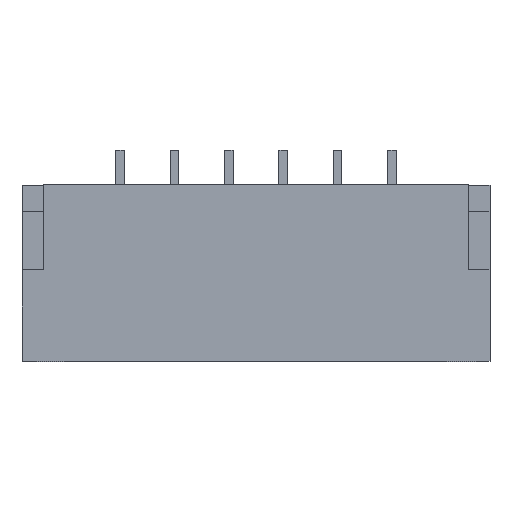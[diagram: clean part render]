
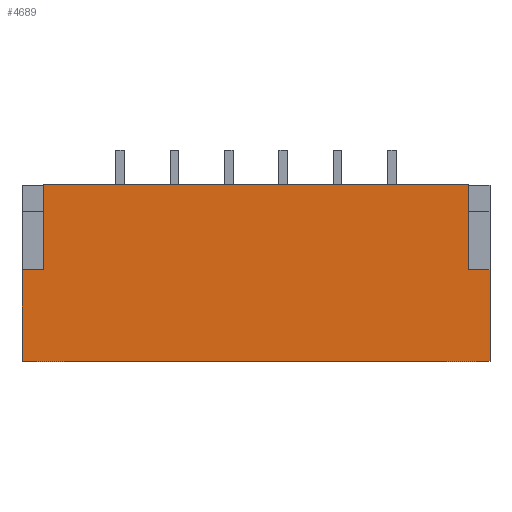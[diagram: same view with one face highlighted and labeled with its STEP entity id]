
A CAD part, top view. The second image highlights one B-rep face of the part: STEP entity #4689.
In plain terms, the highlighted planar face has unit normal (0, 0, 1).
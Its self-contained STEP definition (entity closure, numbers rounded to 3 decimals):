
#1012 = PLANE('',#1013);
#1013 = AXIS2_PLACEMENT_3D('',#1014,#1015,#1016);
#1014 = CARTESIAN_POINT('',(-5.375,-2.75,0.1));
#1015 = DIRECTION('',(1.,0.,0.));
#1016 = DIRECTION('',(0.,1.,0.));
#1040 = PLANE('',#1041);
#1041 = AXIS2_PLACEMENT_3D('',#1042,#1043,#1044);
#1042 = CARTESIAN_POINT('',(5.375,1.3,0.1));
#1043 = DIRECTION('',(0.,-1.,0.));
#1044 = DIRECTION('',(1.,0.,0.));
#1068 = PLANE('',#1069);
#1069 = AXIS2_PLACEMENT_3D('',#1070,#1071,#1072);
#1070 = CARTESIAN_POINT('',(5.375,-2.75,0.1));
#1071 = DIRECTION('',(-1.,0.,0.));
#1072 = DIRECTION('',(0.,-1.,0.));
#3160 = VERTEX_POINT('',#3161);
#3161 = CARTESIAN_POINT('',(5.375,-0.65,4.35));
#3175 = PLANE('',#3176);
#3176 = AXIS2_PLACEMENT_3D('',#3177,#3178,#3179);
#3177 = CARTESIAN_POINT('',(4.875,-0.65,4.35));
#3178 = DIRECTION('',(0.,-1.,0.));
#3179 = DIRECTION('',(1.,0.,0.));
#3187 = EDGE_CURVE('',#3188,#3160,#3190,.T.);
#3188 = VERTEX_POINT('',#3189);
#3189 = CARTESIAN_POINT('',(5.375,-2.75,4.35));
#3190 = SURFACE_CURVE('',#3191,(#3195,#3202),.PCURVE_S1.);
#3191 = LINE('',#3192,#3193);
#3192 = CARTESIAN_POINT('',(5.375,-2.75,4.35));
#3193 = VECTOR('',#3194,1.);
#3194 = DIRECTION('',(0.,1.,0.));
#3195 = PCURVE('',#1068,#3196);
#3196 = DEFINITIONAL_REPRESENTATION('',(#3197),#3201);
#3197 = LINE('',#3198,#3199);
#3198 = CARTESIAN_POINT('',(0.,4.25));
#3199 = VECTOR('',#3200,1.);
#3200 = DIRECTION('',(-1.,0.));
#3201 = ( GEOMETRIC_REPRESENTATION_CONTEXT(2) 
PARAMETRIC_REPRESENTATION_CONTEXT() REPRESENTATION_CONTEXT('2D SPACE',''
  ) );
#3202 = PCURVE('',#3203,#3208);
#3203 = PLANE('',#3204);
#3204 = AXIS2_PLACEMENT_3D('',#3205,#3206,#3207);
#3205 = CARTESIAN_POINT('',(5.375,-2.75,4.35));
#3206 = DIRECTION('',(0.,0.,-1.));
#3207 = DIRECTION('',(1.,0.,0.));
#3208 = DEFINITIONAL_REPRESENTATION('',(#3209),#3213);
#3209 = LINE('',#3210,#3211);
#3210 = CARTESIAN_POINT('',(0.,0.));
#3211 = VECTOR('',#3212,1.);
#3212 = DIRECTION('',(0.,-1.));
#3213 = ( GEOMETRIC_REPRESENTATION_CONTEXT(2) 
PARAMETRIC_REPRESENTATION_CONTEXT() REPRESENTATION_CONTEXT('2D SPACE',''
  ) );
#3231 = PLANE('',#3232);
#3232 = AXIS2_PLACEMENT_3D('',#3233,#3234,#3235);
#3233 = CARTESIAN_POINT('',(5.375,-2.75,0.1));
#3234 = DIRECTION('',(0.,-1.,0.));
#3235 = DIRECTION('',(1.,0.,0.));
#3538 = VERTEX_POINT('',#3539);
#3539 = CARTESIAN_POINT('',(-5.375,-2.75,4.35));
#3560 = EDGE_CURVE('',#3538,#3561,#3563,.T.);
#3561 = VERTEX_POINT('',#3562);
#3562 = CARTESIAN_POINT('',(-5.375,-0.65,4.35));
#3563 = SURFACE_CURVE('',#3564,(#3568,#3575),.PCURVE_S1.);
#3564 = LINE('',#3565,#3566);
#3565 = CARTESIAN_POINT('',(-5.375,-2.75,4.35));
#3566 = VECTOR('',#3567,1.);
#3567 = DIRECTION('',(0.,1.,0.));
#3568 = PCURVE('',#1012,#3569);
#3569 = DEFINITIONAL_REPRESENTATION('',(#3570),#3574);
#3570 = LINE('',#3571,#3572);
#3571 = CARTESIAN_POINT('',(0.,4.25));
#3572 = VECTOR('',#3573,1.);
#3573 = DIRECTION('',(1.,0.));
#3574 = ( GEOMETRIC_REPRESENTATION_CONTEXT(2) 
PARAMETRIC_REPRESENTATION_CONTEXT() REPRESENTATION_CONTEXT('2D SPACE',''
  ) );
#3575 = PCURVE('',#3203,#3576);
#3576 = DEFINITIONAL_REPRESENTATION('',(#3577),#3581);
#3577 = LINE('',#3578,#3579);
#3578 = CARTESIAN_POINT('',(-10.75,0.));
#3579 = VECTOR('',#3580,1.);
#3580 = DIRECTION('',(0.,-1.));
#3581 = ( GEOMETRIC_REPRESENTATION_CONTEXT(2) 
PARAMETRIC_REPRESENTATION_CONTEXT() REPRESENTATION_CONTEXT('2D SPACE',''
  ) );
#3599 = PLANE('',#3600);
#3600 = AXIS2_PLACEMENT_3D('',#3601,#3602,#3603);
#3601 = CARTESIAN_POINT('',(-4.875,-0.65,4.35));
#3602 = DIRECTION('',(0.,1.,0.));
#3603 = DIRECTION('',(-1.,0.,0.));
#3862 = VERTEX_POINT('',#3863);
#3863 = CARTESIAN_POINT('',(-4.875,1.3,4.35));
#3877 = PLANE('',#3878);
#3878 = AXIS2_PLACEMENT_3D('',#3879,#3880,#3881);
#3879 = CARTESIAN_POINT('',(-4.875,-0.65,4.35));
#3880 = DIRECTION('',(-1.,0.,0.));
#3881 = DIRECTION('',(0.,1.,0.));
#3889 = EDGE_CURVE('',#3890,#3862,#3892,.T.);
#3890 = VERTEX_POINT('',#3891);
#3891 = CARTESIAN_POINT('',(4.875,1.3,4.35));
#3892 = SURFACE_CURVE('',#3893,(#3897,#3904),.PCURVE_S1.);
#3893 = LINE('',#3894,#3895);
#3894 = CARTESIAN_POINT('',(5.375,1.3,4.35));
#3895 = VECTOR('',#3896,1.);
#3896 = DIRECTION('',(-1.,0.,0.));
#3897 = PCURVE('',#1040,#3898);
#3898 = DEFINITIONAL_REPRESENTATION('',(#3899),#3903);
#3899 = LINE('',#3900,#3901);
#3900 = CARTESIAN_POINT('',(0.,4.25));
#3901 = VECTOR('',#3902,1.);
#3902 = DIRECTION('',(-1.,0.));
#3903 = ( GEOMETRIC_REPRESENTATION_CONTEXT(2) 
PARAMETRIC_REPRESENTATION_CONTEXT() REPRESENTATION_CONTEXT('2D SPACE',''
  ) );
#3904 = PCURVE('',#3203,#3905);
#3905 = DEFINITIONAL_REPRESENTATION('',(#3906),#3910);
#3906 = LINE('',#3907,#3908);
#3907 = CARTESIAN_POINT('',(0.,-4.05));
#3908 = VECTOR('',#3909,1.);
#3909 = DIRECTION('',(-1.,0.));
#3910 = ( GEOMETRIC_REPRESENTATION_CONTEXT(2) 
PARAMETRIC_REPRESENTATION_CONTEXT() REPRESENTATION_CONTEXT('2D SPACE',''
  ) );
#3928 = PLANE('',#3929);
#3929 = AXIS2_PLACEMENT_3D('',#3930,#3931,#3932);
#3930 = CARTESIAN_POINT('',(4.875,-0.65,4.35));
#3931 = DIRECTION('',(1.,0.,0.));
#3932 = DIRECTION('',(0.,1.,0.));
#4689 = ADVANCED_FACE('',(#4690),#3203,.F.);
#4690 = FACE_BOUND('',#4691,.T.);
#4691 = EDGE_LOOP('',(#4692,#4715,#4716,#4737,#4738,#4761,#4782,#4783));
#4692 = ORIENTED_EDGE('',*,*,#4693,.T.);
#4693 = EDGE_CURVE('',#4694,#3561,#4696,.T.);
#4694 = VERTEX_POINT('',#4695);
#4695 = CARTESIAN_POINT('',(-4.875,-0.65,4.35));
#4696 = SURFACE_CURVE('',#4697,(#4701,#4708),.PCURVE_S1.);
#4697 = LINE('',#4698,#4699);
#4698 = CARTESIAN_POINT('',(-4.875,-0.65,4.35));
#4699 = VECTOR('',#4700,1.);
#4700 = DIRECTION('',(-1.,0.,0.));
#4701 = PCURVE('',#3203,#4702);
#4702 = DEFINITIONAL_REPRESENTATION('',(#4703),#4707);
#4703 = LINE('',#4704,#4705);
#4704 = CARTESIAN_POINT('',(-10.25,-2.1));
#4705 = VECTOR('',#4706,1.);
#4706 = DIRECTION('',(-1.,0.));
#4707 = ( GEOMETRIC_REPRESENTATION_CONTEXT(2) 
PARAMETRIC_REPRESENTATION_CONTEXT() REPRESENTATION_CONTEXT('2D SPACE',''
  ) );
#4708 = PCURVE('',#3599,#4709);
#4709 = DEFINITIONAL_REPRESENTATION('',(#4710),#4714);
#4710 = LINE('',#4711,#4712);
#4711 = CARTESIAN_POINT('',(0.,0.));
#4712 = VECTOR('',#4713,1.);
#4713 = DIRECTION('',(1.,0.));
#4714 = ( GEOMETRIC_REPRESENTATION_CONTEXT(2) 
PARAMETRIC_REPRESENTATION_CONTEXT() REPRESENTATION_CONTEXT('2D SPACE',''
  ) );
#4715 = ORIENTED_EDGE('',*,*,#3560,.F.);
#4716 = ORIENTED_EDGE('',*,*,#4717,.F.);
#4717 = EDGE_CURVE('',#3188,#3538,#4718,.T.);
#4718 = SURFACE_CURVE('',#4719,(#4723,#4730),.PCURVE_S1.);
#4719 = LINE('',#4720,#4721);
#4720 = CARTESIAN_POINT('',(5.375,-2.75,4.35));
#4721 = VECTOR('',#4722,1.);
#4722 = DIRECTION('',(-1.,0.,0.));
#4723 = PCURVE('',#3203,#4724);
#4724 = DEFINITIONAL_REPRESENTATION('',(#4725),#4729);
#4725 = LINE('',#4726,#4727);
#4726 = CARTESIAN_POINT('',(0.,0.));
#4727 = VECTOR('',#4728,1.);
#4728 = DIRECTION('',(-1.,0.));
#4729 = ( GEOMETRIC_REPRESENTATION_CONTEXT(2) 
PARAMETRIC_REPRESENTATION_CONTEXT() REPRESENTATION_CONTEXT('2D SPACE',''
  ) );
#4730 = PCURVE('',#3231,#4731);
#4731 = DEFINITIONAL_REPRESENTATION('',(#4732),#4736);
#4732 = LINE('',#4733,#4734);
#4733 = CARTESIAN_POINT('',(0.,4.25));
#4734 = VECTOR('',#4735,1.);
#4735 = DIRECTION('',(-1.,0.));
#4736 = ( GEOMETRIC_REPRESENTATION_CONTEXT(2) 
PARAMETRIC_REPRESENTATION_CONTEXT() REPRESENTATION_CONTEXT('2D SPACE',''
  ) );
#4737 = ORIENTED_EDGE('',*,*,#3187,.T.);
#4738 = ORIENTED_EDGE('',*,*,#4739,.F.);
#4739 = EDGE_CURVE('',#4740,#3160,#4742,.T.);
#4740 = VERTEX_POINT('',#4741);
#4741 = CARTESIAN_POINT('',(4.875,-0.65,4.35));
#4742 = SURFACE_CURVE('',#4743,(#4747,#4754),.PCURVE_S1.);
#4743 = LINE('',#4744,#4745);
#4744 = CARTESIAN_POINT('',(4.875,-0.65,4.35));
#4745 = VECTOR('',#4746,1.);
#4746 = DIRECTION('',(1.,0.,0.));
#4747 = PCURVE('',#3203,#4748);
#4748 = DEFINITIONAL_REPRESENTATION('',(#4749),#4753);
#4749 = LINE('',#4750,#4751);
#4750 = CARTESIAN_POINT('',(-0.5,-2.1));
#4751 = VECTOR('',#4752,1.);
#4752 = DIRECTION('',(1.,0.));
#4753 = ( GEOMETRIC_REPRESENTATION_CONTEXT(2) 
PARAMETRIC_REPRESENTATION_CONTEXT() REPRESENTATION_CONTEXT('2D SPACE',''
  ) );
#4754 = PCURVE('',#3175,#4755);
#4755 = DEFINITIONAL_REPRESENTATION('',(#4756),#4760);
#4756 = LINE('',#4757,#4758);
#4757 = CARTESIAN_POINT('',(0.,0.));
#4758 = VECTOR('',#4759,1.);
#4759 = DIRECTION('',(1.,0.));
#4760 = ( GEOMETRIC_REPRESENTATION_CONTEXT(2) 
PARAMETRIC_REPRESENTATION_CONTEXT() REPRESENTATION_CONTEXT('2D SPACE',''
  ) );
#4761 = ORIENTED_EDGE('',*,*,#4762,.F.);
#4762 = EDGE_CURVE('',#3890,#4740,#4763,.T.);
#4763 = SURFACE_CURVE('',#4764,(#4768,#4775),.PCURVE_S1.);
#4764 = LINE('',#4765,#4766);
#4765 = CARTESIAN_POINT('',(4.875,1.3,4.35));
#4766 = VECTOR('',#4767,1.);
#4767 = DIRECTION('',(0.,-1.,0.));
#4768 = PCURVE('',#3203,#4769);
#4769 = DEFINITIONAL_REPRESENTATION('',(#4770),#4774);
#4770 = LINE('',#4771,#4772);
#4771 = CARTESIAN_POINT('',(-0.5,-4.05));
#4772 = VECTOR('',#4773,1.);
#4773 = DIRECTION('',(0.,1.));
#4774 = ( GEOMETRIC_REPRESENTATION_CONTEXT(2) 
PARAMETRIC_REPRESENTATION_CONTEXT() REPRESENTATION_CONTEXT('2D SPACE',''
  ) );
#4775 = PCURVE('',#3928,#4776);
#4776 = DEFINITIONAL_REPRESENTATION('',(#4777),#4781);
#4777 = LINE('',#4778,#4779);
#4778 = CARTESIAN_POINT('',(1.95,0.));
#4779 = VECTOR('',#4780,1.);
#4780 = DIRECTION('',(-1.,0.));
#4781 = ( GEOMETRIC_REPRESENTATION_CONTEXT(2) 
PARAMETRIC_REPRESENTATION_CONTEXT() REPRESENTATION_CONTEXT('2D SPACE',''
  ) );
#4782 = ORIENTED_EDGE('',*,*,#3889,.T.);
#4783 = ORIENTED_EDGE('',*,*,#4784,.T.);
#4784 = EDGE_CURVE('',#3862,#4694,#4785,.T.);
#4785 = SURFACE_CURVE('',#4786,(#4790,#4797),.PCURVE_S1.);
#4786 = LINE('',#4787,#4788);
#4787 = CARTESIAN_POINT('',(-4.875,1.3,4.35));
#4788 = VECTOR('',#4789,1.);
#4789 = DIRECTION('',(0.,-1.,0.));
#4790 = PCURVE('',#3203,#4791);
#4791 = DEFINITIONAL_REPRESENTATION('',(#4792),#4796);
#4792 = LINE('',#4793,#4794);
#4793 = CARTESIAN_POINT('',(-10.25,-4.05));
#4794 = VECTOR('',#4795,1.);
#4795 = DIRECTION('',(0.,1.));
#4796 = ( GEOMETRIC_REPRESENTATION_CONTEXT(2) 
PARAMETRIC_REPRESENTATION_CONTEXT() REPRESENTATION_CONTEXT('2D SPACE',''
  ) );
#4797 = PCURVE('',#3877,#4798);
#4798 = DEFINITIONAL_REPRESENTATION('',(#4799),#4803);
#4799 = LINE('',#4800,#4801);
#4800 = CARTESIAN_POINT('',(1.95,0.));
#4801 = VECTOR('',#4802,1.);
#4802 = DIRECTION('',(-1.,0.));
#4803 = ( GEOMETRIC_REPRESENTATION_CONTEXT(2) 
PARAMETRIC_REPRESENTATION_CONTEXT() REPRESENTATION_CONTEXT('2D SPACE',''
  ) );
